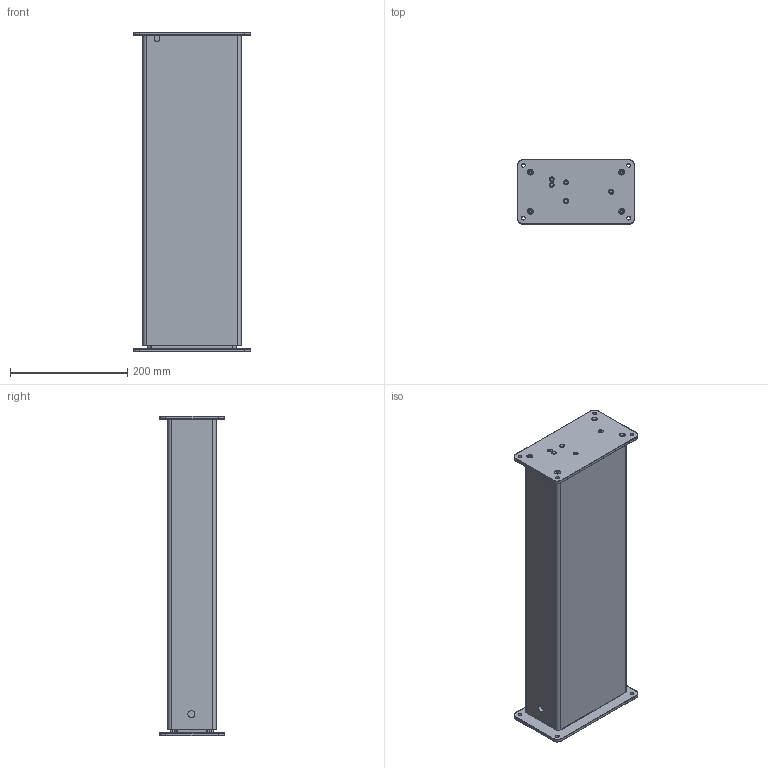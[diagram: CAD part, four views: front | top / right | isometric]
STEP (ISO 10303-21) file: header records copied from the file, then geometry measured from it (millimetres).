
FILE_DESCRIPTION (( 'STEP AP214' ), '1' );
FILE_NAME ('LG-13 Offical.STEP', '2024-01-05T20:40:55', ( '' ), ( '' ), 'SwSTEP 2.0', 'SolidWorks 2018', '' );
FILE_SCHEMA (( 'AUTOMOTIVE_DESIGN' ));
Length unit declared in the file: millimetre
Products named in the file (5): LG-13 Top Plate; LG-13 Bottom Stage; LG-13 Top Stage; LG-13 Bottom Plate; LG-13 Offical
Assembly tree (4 placements, depth 2):
  LG-13 Offical
    LG-13 Bottom Plate
    LG-13 Bottom Stage
    LG-13 Top Stage
    LG-13 Top Plate
Bounding box: 200 x 110 x 545 mm (x, y, z)
Surface area: 659241.2 mm2
Topology: 4 solids, 4 shells, 241 faces, 593 edges, 362 vertices
Faces by surface type: cylinder 137, cone 51, plane 37, torus 16
Entity records: 7465 total; most frequent: DIRECTION 1413, CARTESIAN_POINT 1203, ORIENTED_EDGE 1186, EDGE_CURVE 593, AXIS2_PLACEMENT_3D 572, VERTEX_POINT 362, CIRCLE 324, EDGE_LOOP 301
